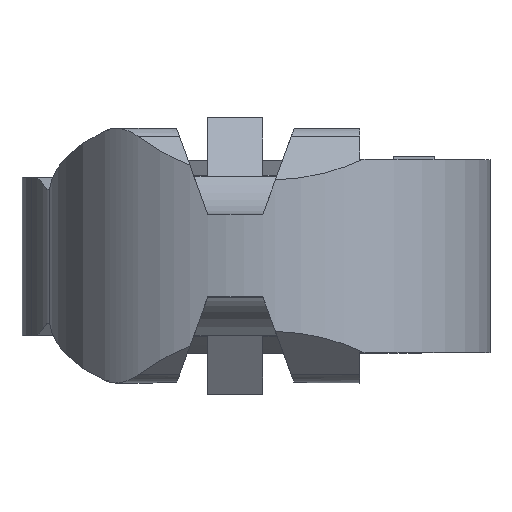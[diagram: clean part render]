
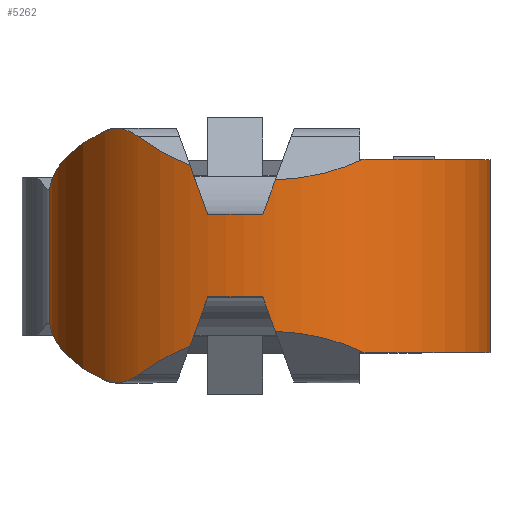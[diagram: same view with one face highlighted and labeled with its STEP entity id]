
A CAD part, top view. The second image highlights one B-rep face of the part: STEP entity #5262.
In plain terms, the highlighted cylindrical face has radius 32 mm (diameter 64 mm), a partial arc.
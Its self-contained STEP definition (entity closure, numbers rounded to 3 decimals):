
#99=DIRECTION('',(0.,-1.,0.));
#100=VECTOR('',#99,28.);
#101=CARTESIAN_POINT('',(37.,14.,89.));
#102=LINE('',#101,#100);
#103=CARTESIAN_POINT('',(5.822,-11.005,120.989));
#104=CARTESIAN_POINT('',(8.141,-11.064,120.93));
#105=CARTESIAN_POINT('',(12.556,-11.674,120.32));
#106=CARTESIAN_POINT('',(16.604,-13.096,118.898));
#107=CARTESIAN_POINT('',(18.54,-14.,117.994));
#109=CARTESIAN_POINT('',(-14.112,-17.328,114.666));
#110=CARTESIAN_POINT('',(-11.899,-15.681,116.313));
#111=CARTESIAN_POINT('',(-9.426,-14.271,117.723));
#112=CARTESIAN_POINT('',(-6.612,-13.175,118.819));
#114=CARTESIAN_POINT('',(-14.112,-17.328,114.666));
#115=CARTESIAN_POINT('',(-14.313,-17.478,114.516));
#116=CARTESIAN_POINT('',(-14.721,-17.742,114.205));
#117=CARTESIAN_POINT('',(-15.344,-18.053,113.705));
#118=CARTESIAN_POINT('',(-15.967,-18.283,113.179));
#119=CARTESIAN_POINT('',(-16.584,-18.435,112.629));
#120=CARTESIAN_POINT('',(-17.193,-18.508,112.059));
#121=CARTESIAN_POINT('',(-17.786,-18.498,111.472));
#122=CARTESIAN_POINT('',(-18.362,-18.398,110.873));
#123=CARTESIAN_POINT('',(-18.727,-18.267,110.474));
#124=CARTESIAN_POINT('',(-18.904,-18.182,110.274));
#126=DIRECTION('',(0.,1.,0.));
#127=VECTOR('',#126,19.5);
#128=CARTESIAN_POINT('',(-27.,-9.75,89.));
#129=LINE('',#128,#127);
#130=CARTESIAN_POINT('',(-14.112,17.328,114.666));
#131=CARTESIAN_POINT('',(-14.313,17.478,114.516));
#132=CARTESIAN_POINT('',(-14.721,17.742,114.205));
#133=CARTESIAN_POINT('',(-15.344,18.053,113.705));
#134=CARTESIAN_POINT('',(-15.967,18.283,113.179));
#135=CARTESIAN_POINT('',(-16.584,18.435,112.629));
#136=CARTESIAN_POINT('',(-17.193,18.508,112.059));
#137=CARTESIAN_POINT('',(-17.786,18.498,111.472));
#138=CARTESIAN_POINT('',(-18.362,18.398,110.873));
#139=CARTESIAN_POINT('',(-18.727,18.267,110.474));
#140=CARTESIAN_POINT('',(-18.904,18.182,110.274));
#142=CARTESIAN_POINT('',(-14.112,17.328,114.666));
#143=CARTESIAN_POINT('',(-11.899,15.681,116.313));
#144=CARTESIAN_POINT('',(-9.426,14.271,117.723));
#145=CARTESIAN_POINT('',(-6.612,13.175,118.819));
#147=CARTESIAN_POINT('',(5.822,11.005,120.989));
#148=CARTESIAN_POINT('',(8.141,11.064,120.93));
#149=CARTESIAN_POINT('',(12.556,11.674,120.32));
#150=CARTESIAN_POINT('',(16.604,13.096,118.898));
#151=CARTESIAN_POINT('',(18.54,14.,117.994));
#315=CARTESIAN_POINT('',(5.,14.,89.));
#316=DIRECTION('',(0.,-1.,0.));
#317=DIRECTION('',(1.,0.,0.));
#318=AXIS2_PLACEMENT_3D('',#315,#316,#317);
#1235=CARTESIAN_POINT('',(-6.612,13.175,118.819));
#1236=CARTESIAN_POINT('',(-5.743,10.788,119.157));
#1237=CARTESIAN_POINT('',(-4.872,8.396,119.453));
#1238=CARTESIAN_POINT('',(-4.,6.,119.708));
#1258=CARTESIAN_POINT('',(-18.904,18.182,110.274));
#1259=CARTESIAN_POINT('',(-21.47,16.958,107.391));
#1260=CARTESIAN_POINT('',(-25.23,14.307,101.145));
#1261=CARTESIAN_POINT('',(-26.805,11.331,94.134));
#1262=CARTESIAN_POINT('',(-26.969,9.75,90.41));
#1358=CARTESIAN_POINT('',(5.822,11.005,120.989));
#1359=CARTESIAN_POINT('',(5.214,9.336,121.005));
#1360=CARTESIAN_POINT('',(4.607,7.668,121.003));
#1361=CARTESIAN_POINT('',(4.,6.,120.984));
#1363=CARTESIAN_POINT('',(5.,6.,89.));
#1364=DIRECTION('',(0.,-1.,0.));
#1365=DIRECTION('',(-0.031,0.,1.));
#1366=AXIS2_PLACEMENT_3D('',#1363,#1364,#1365);
#1608=CARTESIAN_POINT('',(5.,-9.75,89.));
#1609=DIRECTION('',(0.,-1.,0.));
#1610=DIRECTION('',(-0.999,0.,0.044));
#1611=AXIS2_PLACEMENT_3D('',#1608,#1609,#1610);
#1659=CARTESIAN_POINT('',(-18.904,-18.182,
110.274));
#1660=CARTESIAN_POINT('',(-21.47,-16.958,
107.391));
#1661=CARTESIAN_POINT('',(-25.23,-14.307,
101.145));
#1662=CARTESIAN_POINT('',(-26.805,-11.331,
94.134));
#1663=CARTESIAN_POINT('',(-26.969,-9.75,90.41));
#1726=CARTESIAN_POINT('',(-6.612,-13.175,
118.819));
#1727=CARTESIAN_POINT('',(-5.743,-10.788,
119.157));
#1728=CARTESIAN_POINT('',(-4.872,-8.396,
119.453));
#1729=CARTESIAN_POINT('',(-4.,-6.,119.708));
#1763=CARTESIAN_POINT('',(5.822,-11.005,120.989));
#1764=CARTESIAN_POINT('',(5.214,-9.336,121.005));
#1765=CARTESIAN_POINT('',(4.607,-7.668,121.003));
#1766=CARTESIAN_POINT('',(4.,-6.,120.984));
#1834=CARTESIAN_POINT('',(5.,-6.,89.));
#1835=DIRECTION('',(0.,-1.,0.));
#1836=DIRECTION('',(-0.031,0.,1.));
#1837=AXIS2_PLACEMENT_3D('',#1834,#1835,#1836);
#1962=CARTESIAN_POINT('',(5.,-14.,89.));
#1963=DIRECTION('',(0.,-1.,0.));
#1964=DIRECTION('',(1.,0.,0.));
#1965=AXIS2_PLACEMENT_3D('',#1962,#1963,#1964);
#2283=CARTESIAN_POINT('',(5.,9.75,89.));
#2284=DIRECTION('',(0.,-1.,0.));
#2285=DIRECTION('',(-0.999,0.,0.044));
#2286=AXIS2_PLACEMENT_3D('',#2283,#2284,#2285);
#3996=CARTESIAN_POINT('',(-26.969,9.75,90.41));
#3997=CARTESIAN_POINT('',(-27.,9.75,89.));
#3998=VERTEX_POINT('',#3996);
#3999=VERTEX_POINT('',#3997);
#4000=CARTESIAN_POINT('',(37.,14.,89.));
#4001=VERTEX_POINT('',#4000);
#4003=CARTESIAN_POINT('',(18.54,14.,117.994));
#4005=VERTEX_POINT('',#4003);
#4010=VERTEX_POINT('',#130);
#4011=VERTEX_POINT('',#140);
#4044=CARTESIAN_POINT('',(4.,6.,120.984));
#4045=CARTESIAN_POINT('',(-4.,6.,119.708));
#4046=VERTEX_POINT('',#4044);
#4047=VERTEX_POINT('',#4045);
#4048=VERTEX_POINT('',#1235);
#4049=VERTEX_POINT('',#1358);
#4126=CARTESIAN_POINT('',(-26.969,-9.75,90.41));
#4127=CARTESIAN_POINT('',(-27.,-9.75,89.));
#4128=VERTEX_POINT('',#4126);
#4129=VERTEX_POINT('',#4127);
#4130=CARTESIAN_POINT('',(37.,-14.,89.));
#4131=VERTEX_POINT('',#4130);
#4133=CARTESIAN_POINT('',(18.54,-14.,117.994));
#4135=VERTEX_POINT('',#4133);
#4140=VERTEX_POINT('',#114);
#4141=VERTEX_POINT('',#124);
#4174=CARTESIAN_POINT('',(4.,-6.,120.984));
#4175=CARTESIAN_POINT('',(-4.,-6.,119.708));
#4176=VERTEX_POINT('',#4174);
#4177=VERTEX_POINT('',#4175);
#4178=VERTEX_POINT('',#1726);
#4179=VERTEX_POINT('',#1763);
#5216=CARTESIAN_POINT('',(5.,0.,89.));
#5217=DIRECTION('',(0.,-1.,0.));
#5218=DIRECTION('',(-1.,0.,0.));
#5219=AXIS2_PLACEMENT_3D('',#5216,#5217,#5218);
#5220=CYLINDRICAL_SURFACE('',#5219,32.);
#5222=ORIENTED_EDGE('',*,*,#5221,.T.);
#5224=ORIENTED_EDGE('',*,*,#5223,.T.);
#5226=ORIENTED_EDGE('',*,*,#5225,.F.);
#5228=ORIENTED_EDGE('',*,*,#5227,.T.);
#5230=ORIENTED_EDGE('',*,*,#5229,.T.);
#5232=ORIENTED_EDGE('',*,*,#5231,.F.);
#5234=ORIENTED_EDGE('',*,*,#5233,.F.);
#5236=ORIENTED_EDGE('',*,*,#5235,.T.);
#5238=ORIENTED_EDGE('',*,*,#5237,.T.);
#5240=ORIENTED_EDGE('',*,*,#5239,.T.);
#5241=ORIENTED_EDGE('',*,*,#5206,.T.);
#5243=ORIENTED_EDGE('',*,*,#5242,.F.);
#5245=ORIENTED_EDGE('',*,*,#5244,.F.);
#5247=ORIENTED_EDGE('',*,*,#5246,.F.);
#5249=ORIENTED_EDGE('',*,*,#5248,.T.);
#5251=ORIENTED_EDGE('',*,*,#5250,.T.);
#5253=ORIENTED_EDGE('',*,*,#5252,.F.);
#5255=ORIENTED_EDGE('',*,*,#5254,.F.);
#5257=ORIENTED_EDGE('',*,*,#5256,.T.);
#5259=ORIENTED_EDGE('',*,*,#5258,.F.);
#5260=EDGE_LOOP('',(#5222,#5224,#5226,#5228,#5230,#5232,#5234,#5236,#5238,#5240,
#5241,#5243,#5245,#5247,#5249,#5251,#5253,#5255,#5257,#5259));
#5261=FACE_OUTER_BOUND('',#5260,.F.);
#5262=ADVANCED_FACE('',(#5261),#5220,.T.);
#108=B_SPLINE_CURVE_WITH_KNOTS('',3,(#103,#104,#105,#106,#107),.UNSPECIFIED.,
.F.,.F.,(4,1,4),(0.,0.5,1.),.UNSPECIFIED.);
#113=B_SPLINE_CURVE_WITH_KNOTS('',3,(#109,#110,#111,#112),.UNSPECIFIED.,.F.,.F.,
(4,4),(0.,1.),.UNSPECIFIED.);
#125=B_SPLINE_CURVE_WITH_KNOTS('',3,(#114,#115,#116,#117,#118,#119,#120,#121,
#122,#123,#124),.UNSPECIFIED.,.F.,.F.,(4,1,1,1,1,1,1,1,4),(0.,0.125,0.25,
0.375,0.5,0.625,0.75,0.875,1.),.UNSPECIFIED.);
#141=B_SPLINE_CURVE_WITH_KNOTS('',3,(#130,#131,#132,#133,#134,#135,#136,#137,
#138,#139,#140),.UNSPECIFIED.,.F.,.F.,(4,1,1,1,1,1,1,1,4),(0.,0.125,0.25,
0.375,0.5,0.625,0.75,0.875,1.),.UNSPECIFIED.);
#146=B_SPLINE_CURVE_WITH_KNOTS('',3,(#142,#143,#144,#145),.UNSPECIFIED.,.F.,.F.,
(4,4),(0.,1.),.UNSPECIFIED.);
#152=B_SPLINE_CURVE_WITH_KNOTS('',3,(#147,#148,#149,#150,#151),.UNSPECIFIED.,
.F.,.F.,(4,1,4),(0.,0.5,1.),.UNSPECIFIED.);
#319=CIRCLE('',#318,32.);
#1239=B_SPLINE_CURVE_WITH_KNOTS('',3,(#1235,#1236,#1237,#1238),.UNSPECIFIED.,
.F.,.F.,(4,4),(0.,1.),.UNSPECIFIED.);
#1263=B_SPLINE_CURVE_WITH_KNOTS('',3,(#1258,#1259,#1260,#1261,#1262),
.UNSPECIFIED.,.F.,.F.,(4,1,4),(0.,0.5,1.),.UNSPECIFIED.);
#1362=B_SPLINE_CURVE_WITH_KNOTS('',3,(#1358,#1359,#1360,#1361),.UNSPECIFIED.,
.F.,.F.,(4,4),(0.,1.),.UNSPECIFIED.);
#1367=CIRCLE('',#1366,32.);
#1612=CIRCLE('',#1611,32.);
#1664=B_SPLINE_CURVE_WITH_KNOTS('',3,(#1659,#1660,#1661,#1662,#1663),
.UNSPECIFIED.,.F.,.F.,(4,1,4),(0.,0.5,1.),.UNSPECIFIED.);
#1730=B_SPLINE_CURVE_WITH_KNOTS('',3,(#1726,#1727,#1728,#1729),.UNSPECIFIED.,
.F.,.F.,(4,4),(0.,1.),.UNSPECIFIED.);
#1767=B_SPLINE_CURVE_WITH_KNOTS('',3,(#1763,#1764,#1765,#1766),.UNSPECIFIED.,
.F.,.F.,(4,4),(0.,1.),.UNSPECIFIED.);
#1838=CIRCLE('',#1837,32.);
#1966=CIRCLE('',#1965,32.);
#2287=CIRCLE('',#2286,32.);
#5206=EDGE_CURVE('',#4129,#3999,#129,.T.);
#5221=EDGE_CURVE('',#4001,#4131,#102,.T.);
#5223=EDGE_CURVE('',#4131,#4135,#1966,.T.);
#5225=EDGE_CURVE('',#4179,#4135,#108,.T.);
#5227=EDGE_CURVE('',#4179,#4176,#1767,.T.);
#5229=EDGE_CURVE('',#4176,#4177,#1838,.T.);
#5231=EDGE_CURVE('',#4178,#4177,#1730,.T.);
#5233=EDGE_CURVE('',#4140,#4178,#113,.T.);
#5235=EDGE_CURVE('',#4140,#4141,#125,.T.);
#5237=EDGE_CURVE('',#4141,#4128,#1664,.T.);
#5239=EDGE_CURVE('',#4128,#4129,#1612,.T.);
#5242=EDGE_CURVE('',#3998,#3999,#2287,.T.);
#5244=EDGE_CURVE('',#4011,#3998,#1263,.T.);
#5246=EDGE_CURVE('',#4010,#4011,#141,.T.);
#5248=EDGE_CURVE('',#4010,#4048,#146,.T.);
#5250=EDGE_CURVE('',#4048,#4047,#1239,.T.);
#5252=EDGE_CURVE('',#4046,#4047,#1367,.T.);
#5254=EDGE_CURVE('',#4049,#4046,#1362,.T.);
#5256=EDGE_CURVE('',#4049,#4005,#152,.T.);
#5258=EDGE_CURVE('',#4001,#4005,#319,.T.);
